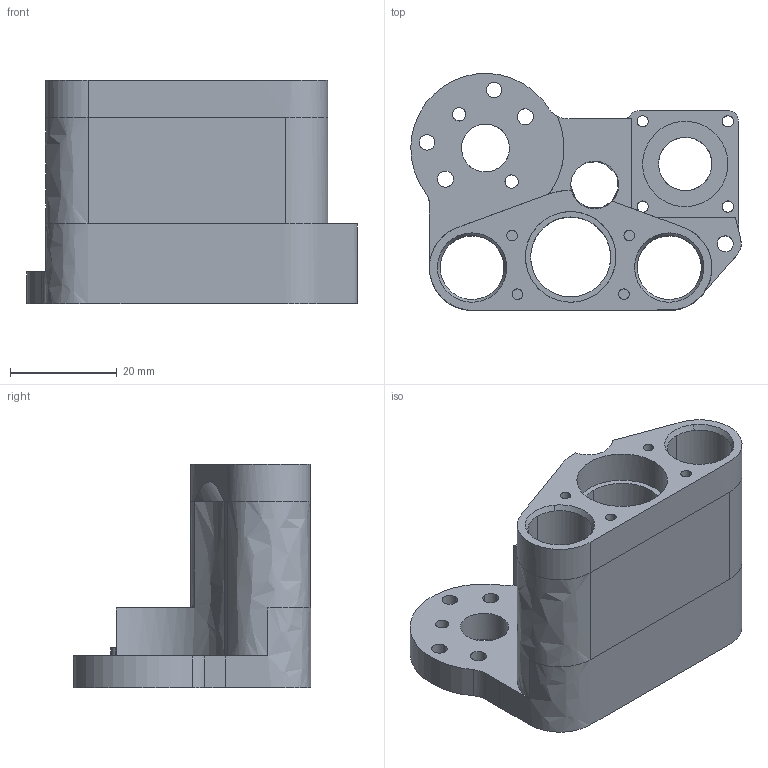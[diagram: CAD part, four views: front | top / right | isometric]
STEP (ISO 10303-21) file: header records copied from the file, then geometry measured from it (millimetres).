
FILE_DESCRIPTION(/* description */ (''),/* implementation_level */ '2;1');
FILE_NAME(/* name */ 'HEAD_4~1',/* time_stamp */ '2021-02-06T18:53:43+01:00',/* author */ (''),/* organization */ (''),/* preprocessor_version */ 'ST-DEVELOPER v16.5',/* originating_system */ '',/* authorisation */ '');
FILE_SCHEMA (('AUTOMOTIVE_DESIGN'));
Length unit declared in the file: millimetre
Products named in the file (1): Document
Bounding box: 62 x 44.49 x 42 mm (x, y, z)
Volume: 28364.1 mm3; surface area: 16367.5 mm2
Topology: 1 solids, 1 shells, 120 faces, 323 edges, 215 vertices
Faces by surface type: bspline 90, plane 30
Entity records: 5196 total; most frequent: CARTESIAN_POINT 3302, ORIENTED_EDGE 646, EDGE_CURVE 323, VERTEX_POINT 215, EDGE_LOOP 164, B_SPLINE_CURVE_WITH_KNOTS 138, ADVANCED_FACE 120, FACE_OUTER_BOUND 120
